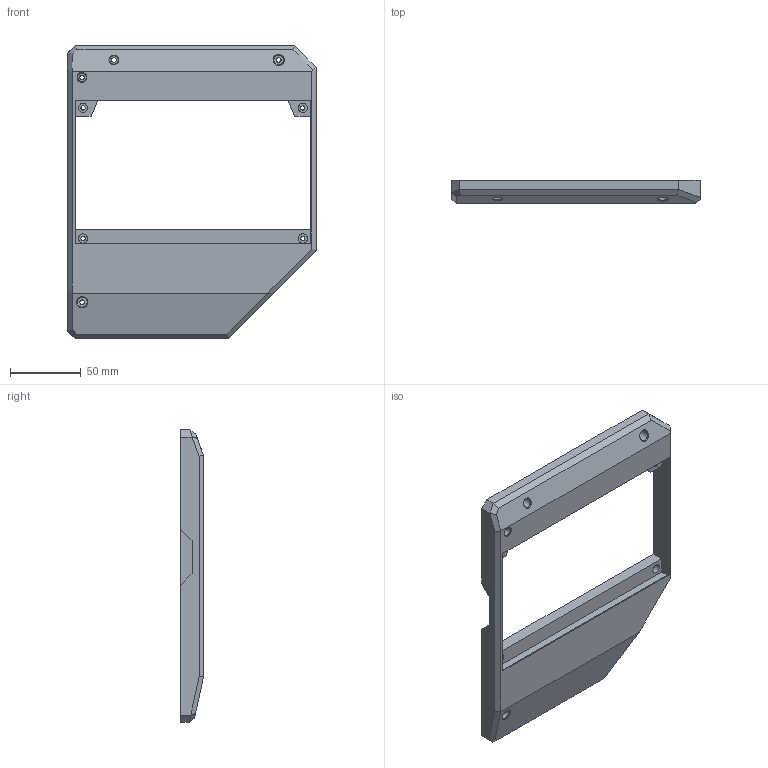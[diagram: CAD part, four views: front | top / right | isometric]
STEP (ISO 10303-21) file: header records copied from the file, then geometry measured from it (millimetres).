
FILE_DESCRIPTION(('HOOPS Exchange Step'),'2;1');
FILE_NAME('temp_export','2024-12-23T20:59:02+19:00',('mikearmstrong'),('Shapr3D Limited'),'HOOPS Exchange 2024.6','Shapr3D','Authorized');
FILE_SCHEMA( ('AP242_MANAGED_MODEL_BASED_3D_ENGINEERING_MIM_LF {1 0 10303 442 1 1 4 }') );
Length unit declared in the file: millimetre
Products named in the file (1): root
Bounding box: 174.89 x 16.09 x 206.05 mm (x, y, z)
Volume: 256551.7 mm3; surface area: 55854.2 mm2
Topology: 1 solids, 1 shells, 121 faces, 335 edges, 227 vertices
Faces by surface type: plane 85, cylinder 32, bspline 4
Full cylindrical faces by diameter (mm): 3 x4, 3.2 x4, 6 x2, 6.5 x8, 7 x2
Entity records: 6712 total; most frequent: CARTESIAN_POINT 3446, ORIENTED_EDGE 670, DIRECTION 651, EDGE_CURVE 335, VERTEX_POINT 227, VECTOR 225, LINE 225, AXIS2_PLACEMENT_3D 213
